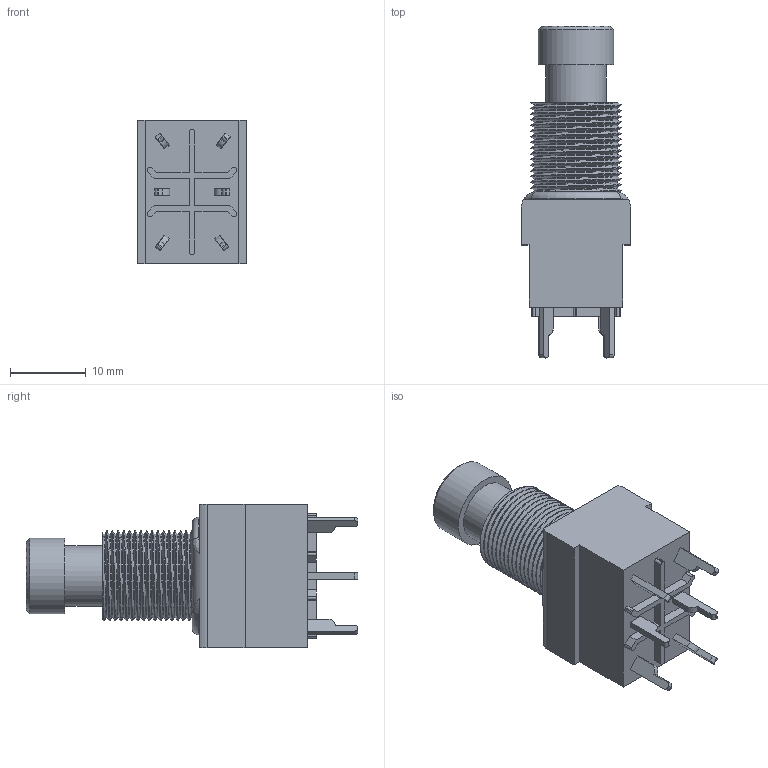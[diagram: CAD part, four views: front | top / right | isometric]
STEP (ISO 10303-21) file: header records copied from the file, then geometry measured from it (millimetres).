
FILE_DESCRIPTION(/* description */ (''),/* implementation_level */ '2;1');
FILE_NAME(/* name */ 'MC7106-FC7106 v5.step',/* time_stamp */ '2025-06-11T15:45:23+01:00',/* author */ (''),/* organization */ (''),/* preprocessor_version */ 'ST-DEVELOPER v20.1',/* originating_system */ 'Autodesk Translation Framework v14.10.0.0',/* authorisation */ '');
FILE_SCHEMA (('AUTOMOTIVE_DESIGN { 1 0 10303 214 3 1 1 }'));
Length unit declared in the file: millimetre
Products named in the file (1): MC7106-FC7106
Bounding box: 14.4 x 43.8 x 18.9 mm (x, y, z)
Volume: 5651.7 mm3; surface area: 2815.4 mm2
Topology: 7 solids, 7 shells, 201 faces, 547 edges, 363 vertices
Faces by surface type: plane 90, cylinder 70, bspline 38, torus 2, cone 1
Full cylindrical faces by diameter (mm): 8 x1, 10 x1
Entity records: 9190 total; most frequent: CARTESIAN_POINT 4344, ORIENTED_EDGE 1094, DIRECTION 807, EDGE_CURVE 547, VERTEX_POINT 363, LINE 311, VECTOR 311, AXIS2_PLACEMENT_3D 248
